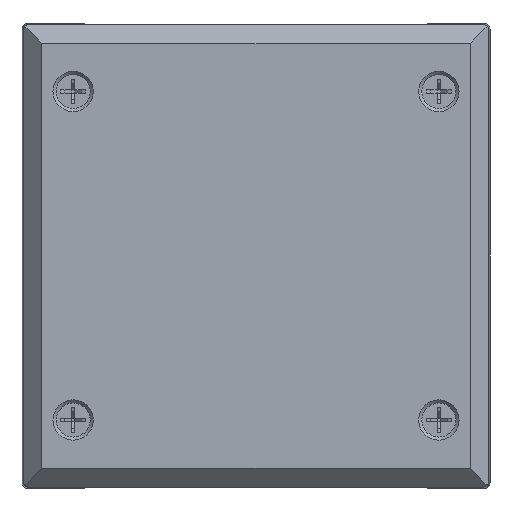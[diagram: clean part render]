
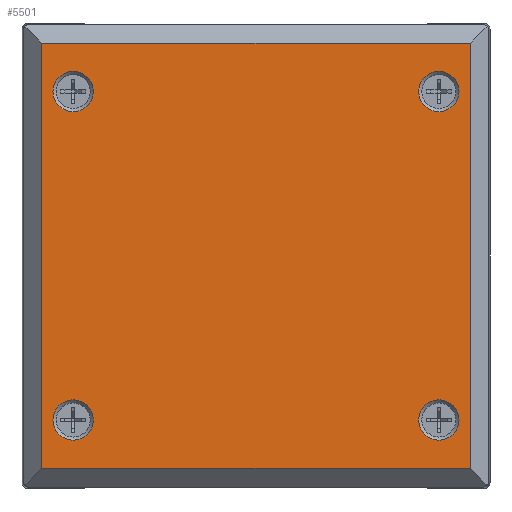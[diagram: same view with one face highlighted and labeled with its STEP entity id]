
A CAD part, top view. The second image highlights one B-rep face of the part: STEP entity #5501.
In plain terms, the highlighted face is planar.
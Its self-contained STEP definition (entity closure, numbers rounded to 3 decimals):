
#226=CIRCLE('',#5876,3.25);
#229=CIRCLE('',#5881,3.25);
#232=CIRCLE('',#5886,3.25);
#235=CIRCLE('',#5891,3.25);
#362=FACE_BOUND('',#1066,.T.);
#363=FACE_BOUND('',#1067,.T.);
#364=FACE_BOUND('',#1068,.T.);
#365=FACE_BOUND('',#1069,.T.);
#664=FACE_OUTER_BOUND('',#1065,.T.);
#1065=EDGE_LOOP('',(#4556,#4557,#4558,#4559));
#1066=EDGE_LOOP('',(#4560));
#1067=EDGE_LOOP('',(#4561));
#1068=EDGE_LOOP('',(#4562));
#1069=EDGE_LOOP('',(#4563));
#1673=LINE('',#8828,#2233);
#1674=LINE('',#8830,#2234);
#1675=LINE('',#8832,#2235);
#1676=LINE('',#8833,#2236);
#2233=VECTOR('',#7186,68.606);
#2234=VECTOR('',#7187,69.106);
#2235=VECTOR('',#7188,68.606);
#2236=VECTOR('',#7189,69.106);
#2626=VERTEX_POINT('',#8499);
#2629=VERTEX_POINT('',#8507);
#2632=VERTEX_POINT('',#8515);
#2635=VERTEX_POINT('',#8523);
#2746=VERTEX_POINT('',#8826);
#2747=VERTEX_POINT('',#8827);
#2748=VERTEX_POINT('',#8829);
#2749=VERTEX_POINT('',#8831);
#3242=EDGE_CURVE('',#2626,#2626,#226,.T.);
#3245=EDGE_CURVE('',#2629,#2629,#229,.T.);
#3248=EDGE_CURVE('',#2632,#2632,#232,.T.);
#3251=EDGE_CURVE('',#2635,#2635,#235,.T.);
#3399=EDGE_CURVE('',#2746,#2747,#1673,.T.);
#3400=EDGE_CURVE('',#2748,#2746,#1674,.T.);
#3401=EDGE_CURVE('',#2749,#2748,#1675,.T.);
#3402=EDGE_CURVE('',#2747,#2749,#1676,.T.);
#4556=ORIENTED_EDGE('',*,*,#3399,.F.);
#4557=ORIENTED_EDGE('',*,*,#3400,.F.);
#4558=ORIENTED_EDGE('',*,*,#3401,.F.);
#4559=ORIENTED_EDGE('',*,*,#3402,.F.);
#4560=ORIENTED_EDGE('',*,*,#3242,.T.);
#4561=ORIENTED_EDGE('',*,*,#3245,.T.);
#4562=ORIENTED_EDGE('',*,*,#3248,.T.);
#4563=ORIENTED_EDGE('',*,*,#3251,.T.);
#5203=PLANE('',#5939);
#5501=ADVANCED_FACE('',(#664,#362,#363,#364,#365),#5203,.F.);
#5876=AXIS2_PLACEMENT_3D('',#8500,#6915,#6916);
#5881=AXIS2_PLACEMENT_3D('',#8508,#6925,#6926);
#5886=AXIS2_PLACEMENT_3D('',#8516,#6935,#6936);
#5891=AXIS2_PLACEMENT_3D('',#8524,#6945,#6946);
#5939=AXIS2_PLACEMENT_3D('',#8825,#7184,#7185);
#6915=DIRECTION('center_axis',(0.,0.,1.));
#6916=DIRECTION('ref_axis',(-1.,0.,0.));
#6925=DIRECTION('center_axis',(0.,0.,1.));
#6926=DIRECTION('ref_axis',(-1.,0.,0.));
#6935=DIRECTION('center_axis',(0.,0.,1.));
#6936=DIRECTION('ref_axis',(-1.,0.,0.));
#6945=DIRECTION('center_axis',(0.,0.,1.));
#6946=DIRECTION('ref_axis',(-1.,0.,0.));
#7184=DIRECTION('center_axis',(0.,0.,1.));
#7185=DIRECTION('ref_axis',(1.,0.,0.));
#7186=DIRECTION('',(0.,1.,0.));
#7187=DIRECTION('',(1.,0.,0.));
#7188=DIRECTION('',(0.,-1.,0.));
#7189=DIRECTION('',(-1.,0.,0.));
#8499=CARTESIAN_POINT('',(26.25,26.5,-22.6));
#8500=CARTESIAN_POINT('Origin',(29.5,26.5,-22.6));
#8507=CARTESIAN_POINT('',(-32.75,-26.5,-22.6));
#8508=CARTESIAN_POINT('Origin',(-29.5,-26.5,-22.6));
#8515=CARTESIAN_POINT('',(26.25,-26.5,-22.6));
#8516=CARTESIAN_POINT('Origin',(29.5,-26.5,-22.6));
#8523=CARTESIAN_POINT('',(-32.75,26.5,-22.6));
#8524=CARTESIAN_POINT('Origin',(-29.5,26.5,-22.6));
#8825=CARTESIAN_POINT('Origin',(0.,0.,-22.6));
#8826=CARTESIAN_POINT('',(34.553,-34.303,-22.6));
#8827=CARTESIAN_POINT('',(34.553,34.303,-22.6));
#8828=CARTESIAN_POINT('',(34.553,-18.75,-22.6));
#8829=CARTESIAN_POINT('',(-34.553,-34.303,-22.6));
#8830=CARTESIAN_POINT('',(-18.875,-34.303,-22.6));
#8831=CARTESIAN_POINT('',(-34.553,34.303,-22.6));
#8832=CARTESIAN_POINT('',(-34.553,18.75,-22.6));
#8833=CARTESIAN_POINT('',(18.875,34.303,-22.6));
